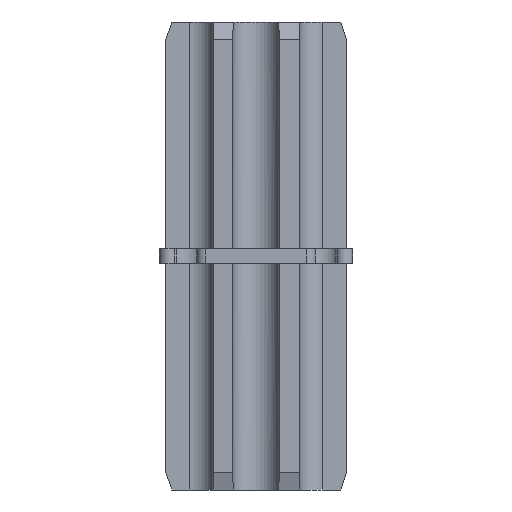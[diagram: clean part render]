
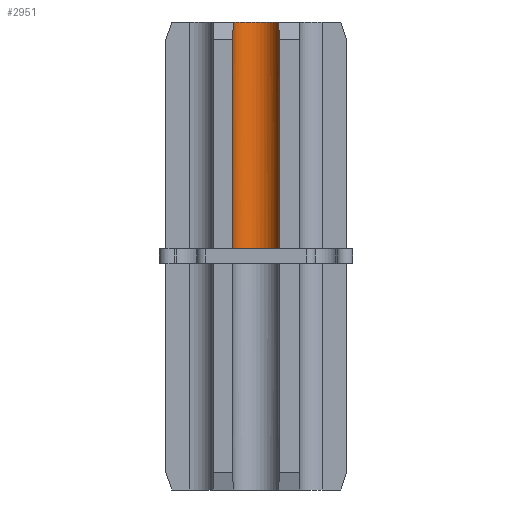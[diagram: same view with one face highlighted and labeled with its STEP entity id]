
A CAD part, left-side view. The second image highlights one B-rep face of the part: STEP entity #2951.
In plain terms, the highlighted cylindrical face has radius 4 mm (diameter 8 mm), a partial arc.
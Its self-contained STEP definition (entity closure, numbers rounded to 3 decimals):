
#106=CARTESIAN_POINT('',(-15.4,0.,40.));
#107=DIRECTION('',(0.,0.,-1.));
#108=DIRECTION('',(0.25,0.968,0.));
#109=AXIS2_PLACEMENT_3D('',#106,#107,#108);
#339=DIRECTION('',(0.,0.,-1.));
#340=VECTOR('',#339,35.75);
#341=CARTESIAN_POINT('',(-15.4,-4.,37.));
#342=LINE('4207',#341,#340);
#360=DIRECTION('',(0.,0.,-1.));
#361=VECTOR('',#360,35.75);
#362=CARTESIAN_POINT('',(-15.4,4.,37.));
#363=LINE('4209',#362,#361);
#444=CARTESIAN_POINT('',(-14.4,-3.873,40.));
#445=CARTESIAN_POINT('',(-14.506,-3.9,39.68));
#446=CARTESIAN_POINT('',(-14.723,-3.947,39.032));
#447=CARTESIAN_POINT('',(-15.058,-3.99,38.025));
#448=CARTESIAN_POINT('',(-15.285,-4.,37.344));
#449=CARTESIAN_POINT('',(-15.4,-4.,37.));
#1608=CARTESIAN_POINT('',(-15.4,0.,1.25));
#1609=DIRECTION('',(0.,0.,-1.));
#1610=DIRECTION('',(0.,1.,0.));
#1611=AXIS2_PLACEMENT_3D('',#1608,#1609,#1610);
#1906=CARTESIAN_POINT('',(-14.4,3.873,40.));
#1907=CARTESIAN_POINT('',(-14.506,3.9,39.68));
#1908=CARTESIAN_POINT('',(-14.723,3.947,39.032));
#1909=CARTESIAN_POINT('',(-15.058,3.99,38.025));
#1910=CARTESIAN_POINT('',(-15.285,4.,37.344));
#1911=CARTESIAN_POINT('',(-15.4,4.,37.));
#2500=CARTESIAN_POINT('',(-15.4,-4.,1.25));
#2502=VERTEX_POINT('',#2500);
#2503=CARTESIAN_POINT('',(-15.4,4.,1.25));
#2505=VERTEX_POINT('',#2503);
#2748=CARTESIAN_POINT('',(-14.4,-3.873,40.));
#2750=VERTEX_POINT('',#2748);
#2752=CARTESIAN_POINT('',(-15.4,-4.,37.));
#2754=VERTEX_POINT('',#2752);
#2755=CARTESIAN_POINT('',(-14.4,3.873,40.));
#2757=VERTEX_POINT('',#2755);
#2759=CARTESIAN_POINT('',(-15.4,4.,37.));
#2761=VERTEX_POINT('',#2759);
#2933=CARTESIAN_POINT('',(-15.4,0.,48.));
#2934=DIRECTION('',(0.,0.,-1.));
#2935=DIRECTION('',(0.,-1.,0.));
#2936=AXIS2_PLACEMENT_3D('',#2933,#2934,#2935);
#2937=CYLINDRICAL_SURFACE('106',#2936,4.);
#2939=ORIENTED_EDGE('4207',*,*,#2938,.T.);
#2941=ORIENTED_EDGE('452',*,*,#2940,.F.);
#2943=ORIENTED_EDGE('4209',*,*,#2942,.F.);
#2945=ORIENTED_EDGE('4203',*,*,#2944,.F.);
#2946=ORIENTED_EDGE('4208',*,*,#2848,.T.);
#2948=ORIENTED_EDGE('4199',*,*,#2947,.T.);
#2949=EDGE_LOOP('106',(#2939,#2941,#2943,#2945,#2946,#2948));
#2950=FACE_OUTER_BOUND('106',#2949,.F.);
#2951=ADVANCED_FACE('106',(#2950),#2937,.F.);
#110=CIRCLE('4208',#109,4.);
#450=B_SPLINE_CURVE_WITH_KNOTS('4199',3,(#444,#445,#446,#447,#448,#449),
.UNSPECIFIED.,.F.,.F.,(4,1,1,4),(0.,0.333,0.667,1.),
.UNSPECIFIED.);
#1612=CIRCLE('452',#1611,4.);
#1912=B_SPLINE_CURVE_WITH_KNOTS('4203',3,(#1906,#1907,#1908,#1909,#1910,#1911),
.UNSPECIFIED.,.F.,.F.,(4,1,1,4),(0.,0.333,0.667,1.),
.UNSPECIFIED.);
#2848=EDGE_CURVE('4208',#2757,#2750,#110,.T.);
#2938=EDGE_CURVE('4207',#2754,#2502,#342,.T.);
#2940=EDGE_CURVE('452',#2505,#2502,#1612,.T.);
#2942=EDGE_CURVE('4209',#2761,#2505,#363,.T.);
#2944=EDGE_CURVE('4203',#2757,#2761,#1912,.T.);
#2947=EDGE_CURVE('4199',#2750,#2754,#450,.T.);
